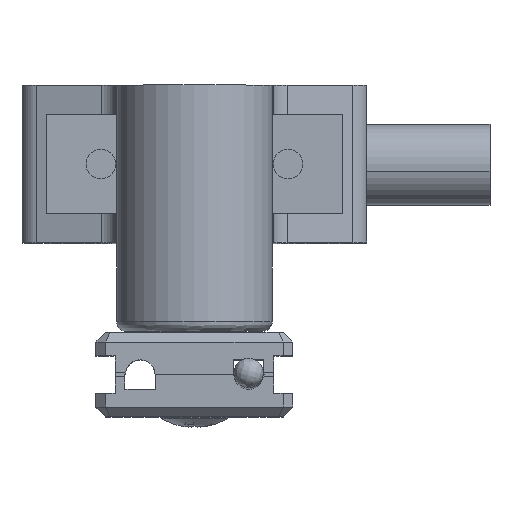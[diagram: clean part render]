
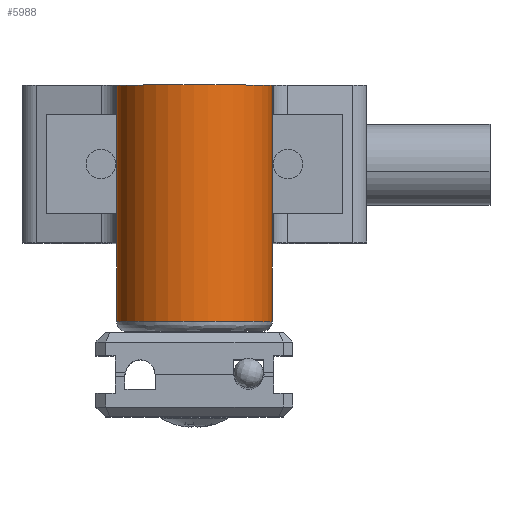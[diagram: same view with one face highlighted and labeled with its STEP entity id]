
A CAD part, top view. The second image highlights one B-rep face of the part: STEP entity #5988.
In plain terms, the highlighted cylindrical face has radius 7.9 mm (diameter 15.8 mm), a partial arc.
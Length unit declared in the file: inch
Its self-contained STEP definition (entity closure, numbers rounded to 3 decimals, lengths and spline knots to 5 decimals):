
#318 = VECTOR ( 'NONE', #15516, 39.37008 ) ;
#325 = DIRECTION ( 'NONE',  ( 1., 0., 0. ) ) ;
#514 = CARTESIAN_POINT ( 'NONE',  ( -0.31102, -0.62992, 0.70866 ) ) ;
#815 = CYLINDRICAL_SURFACE ( 'NONE', #14094, 0.31102 ) ;
#880 = AXIS2_PLACEMENT_3D ( 'NONE', #1623, #11849, #2891 ) ;
#901 = CARTESIAN_POINT ( 'NONE',  ( 0., -0.94488, 0.70866 ) ) ;
#1323 = DIRECTION ( 'NONE',  ( 0., -1., 0. ) ) ;
#1623 = CARTESIAN_POINT ( 'NONE',  ( 0., 0., 0.70866 ) ) ;
#2598 = EDGE_CURVE ( 'NONE', #2966, #5641, #9317, .T. ) ;
#2682 = DIRECTION ( 'NONE',  ( 0., -1., 0. ) ) ;
#2786 = EDGE_CURVE ( 'NONE', #6588, #5641, #8103, .T. ) ;
#2891 = DIRECTION ( 'NONE',  ( 1., 0., 0. ) ) ;
#2966 = VERTEX_POINT ( 'NONE', #8939 ) ;
#3037 = EDGE_CURVE ( 'NONE', #12231, #14082, #11501, .T. ) ;
#3814 = EDGE_LOOP ( 'NONE', ( #5590, #9340, #11868, #15062, #16454, #5801 ) ) ;
#5107 = CARTESIAN_POINT ( 'NONE',  ( -0.31102, 0., 0.70866 ) ) ;
#5590 = ORIENTED_EDGE ( 'NONE', *, *, #3037, .T. ) ;
#5619 = CARTESIAN_POINT ( 'NONE',  ( 0.31102, 0., 0.70866 ) ) ;
#5641 = VERTEX_POINT ( 'NONE', #6516 ) ;
#5793 = EDGE_CURVE ( 'NONE', #7492, #12231, #7886, .T. ) ;
#5801 = ORIENTED_EDGE ( 'NONE', *, *, #5793, .T. ) ;
#5894 = VECTOR ( 'NONE', #14741, 39.37008 ) ;
#5988 = ADVANCED_FACE ( 'NONE', ( #11871 ), #815, .T. ) ;
#6098 = VECTOR ( 'NONE', #6898, 39.37008 ) ;
#6325 = CARTESIAN_POINT ( 'NONE',  ( 0.31102, 0., 0.70866 ) ) ;
#6516 = CARTESIAN_POINT ( 'NONE',  ( 0.31102, -0.94488, 0.70866 ) ) ;
#6588 = VERTEX_POINT ( 'NONE', #9579 ) ;
#6898 = DIRECTION ( 'NONE',  ( 0., 1., 0. ) ) ;
#7492 = VERTEX_POINT ( 'NONE', #6325 ) ;
#7886 = CIRCLE ( 'NONE', #880, 0.31102 ) ;
#8103 = CIRCLE ( 'NONE', #11111, 0.31102 ) ;
#8939 = CARTESIAN_POINT ( 'NONE',  ( 0.31102, -0.62992, 0.70866 ) ) ;
#9317 = LINE ( 'NONE', #13389, #5894 ) ;
#9340 = ORIENTED_EDGE ( 'NONE', *, *, #16255, .T. ) ;
#9579 = CARTESIAN_POINT ( 'NONE',  ( -0.31102, -0.94488, 0.70866 ) ) ;
#9862 = EDGE_CURVE ( 'NONE', #2966, #7492, #12106, .T. ) ;
#10391 = CARTESIAN_POINT ( 'NONE',  ( 0., 0., 0.70866 ) ) ;
#10413 = CARTESIAN_POINT ( 'NONE',  ( -0.31102, 0., 0.70866 ) ) ;
#11111 = AXIS2_PLACEMENT_3D ( 'NONE', #901, #11115, #12461 ) ;
#11115 = DIRECTION ( 'NONE',  ( 0., 1., 0. ) ) ;
#11501 = LINE ( 'NONE', #5107, #16504 ) ;
#11849 = DIRECTION ( 'NONE',  ( 0., -1., 0. ) ) ;
#11868 = ORIENTED_EDGE ( 'NONE', *, *, #2786, .T. ) ;
#11871 = FACE_OUTER_BOUND ( 'NONE', #3814, .T. ) ;
#12106 = LINE ( 'NONE', #5619, #6098 ) ;
#12231 = VERTEX_POINT ( 'NONE', #10413 ) ;
#12461 = DIRECTION ( 'NONE',  ( 1., 0., 0. ) ) ;
#13389 = CARTESIAN_POINT ( 'NONE',  ( 0.31102, 0., 0.70866 ) ) ;
#14082 = VERTEX_POINT ( 'NONE', #514 ) ;
#14094 = AXIS2_PLACEMENT_3D ( 'NONE', #10391, #2682, #325 ) ;
#14741 = DIRECTION ( 'NONE',  ( 0., -1., 0. ) ) ;
#15005 = LINE ( 'NONE', #16472, #318 ) ;
#15062 = ORIENTED_EDGE ( 'NONE', *, *, #2598, .F. ) ;
#15516 = DIRECTION ( 'NONE',  ( 0., -1., 0. ) ) ;
#16255 = EDGE_CURVE ( 'NONE', #14082, #6588, #15005, .T. ) ;
#16454 = ORIENTED_EDGE ( 'NONE', *, *, #9862, .T. ) ;
#16472 = CARTESIAN_POINT ( 'NONE',  ( -0.31102, 0., 0.70866 ) ) ;
#16504 = VECTOR ( 'NONE', #1323, 39.37008 ) ;
